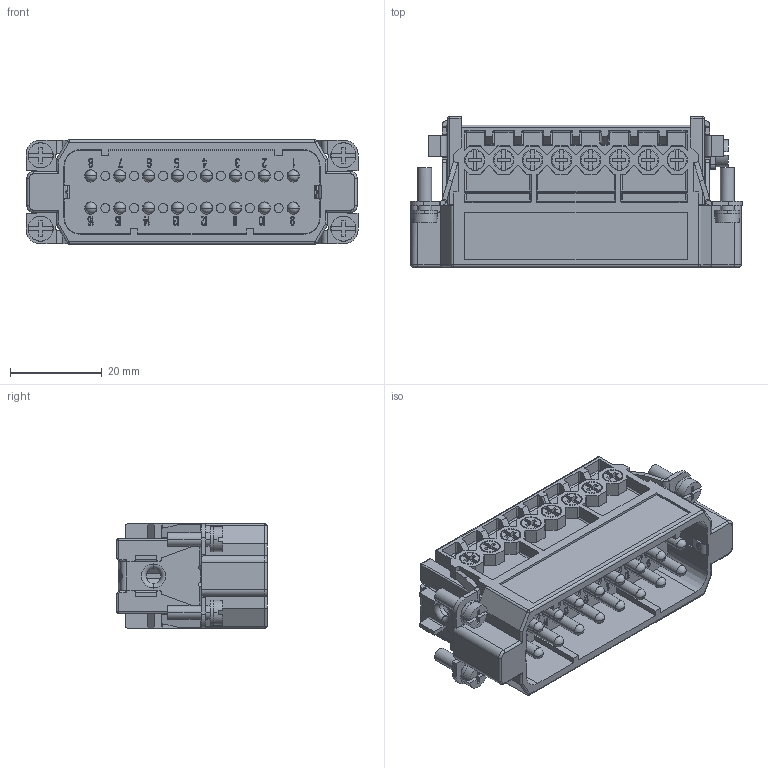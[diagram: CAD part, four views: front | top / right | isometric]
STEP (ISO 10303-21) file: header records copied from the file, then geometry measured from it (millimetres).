
FILE_DESCRIPTION((''),'2;1');
FILE_NAME('2_ASM','2020-09-22T',('lian.chen'),(''),'PRO/ENGINEER BY PARAMETRIC TECHNOLOGY CORPORATION, 2012480','PRO/ENGINEER BY PARAMETRIC TECHNOLOGY CORPORATION, 2012480','');
FILE_SCHEMA(('AUTOMOTIVE_DESIGN { 1 0 10303 214 1 1 1 1 }'));
Products named in the file (2): MSBR-1; 2_ASM
Assembly tree (1 placements, depth 2):
  2_ASM
    MSBR-1
Bounding box: 72.4 x 32.8 x 22.7 mm (x, y, z)
Volume: 22555.8 mm3; surface area: 27340.4 mm2
Topology: 1 solids, 1 shells, 4654 faces, 13074 edges, 8472 vertices
Faces by surface type: plane 3050, cylinder 971, cone 227, bspline 133, sphere 100, extrusion 96, torus 77
Entity records: 161865 total; most frequent: CARTESIAN_POINT 44300, ORIENTED_EDGE 25948, DIRECTION 22215, EDGE_CURVE 12974, VECTOR 9131, LINE 9035, VERTEX_POINT 8472, AXIS2_PLACEMENT_3D 6542
